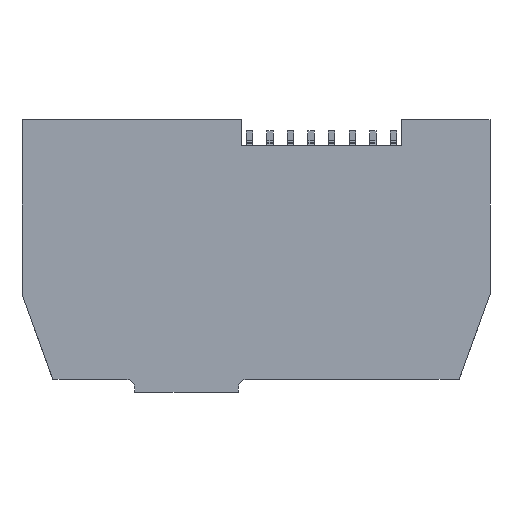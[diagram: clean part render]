
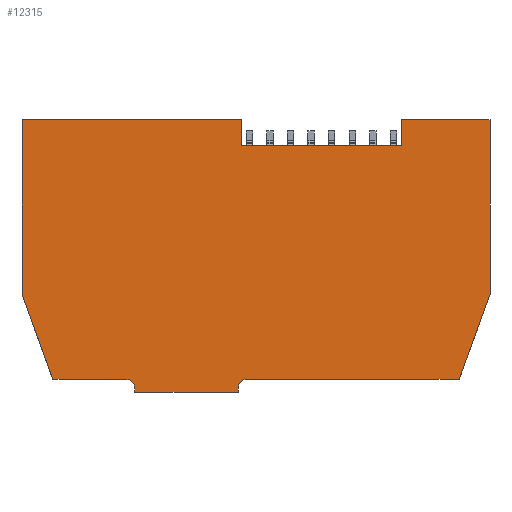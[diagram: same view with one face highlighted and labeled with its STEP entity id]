
A CAD part, left-side view. The second image highlights one B-rep face of the part: STEP entity #12315.
In plain terms, the highlighted planar face has unit normal (-1, 0, 0).
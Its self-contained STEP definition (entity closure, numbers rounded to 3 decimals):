
#2688=DIRECTION('',(0.,1.,0.));
#2689=VECTOR('',#2688,26.258);
#2690=CARTESIAN_POINT('',(-4.35,-22.078,-18.));
#2691=LINE('5790',#2690,#2689);
#2692=CARTESIAN_POINT('',(-4.35,4.18,-19.));
#2693=DIRECTION('',(-1.,0.,0.));
#2694=DIRECTION('',(0.,0.,1.));
#2695=AXIS2_PLACEMENT_3D('',#2692,#2693,#2694);
#2697=DIRECTION('',(0.,0.,1.));
#2698=VECTOR('',#2697,0.6);
#2699=CARTESIAN_POINT('',(-4.35,5.18,-19.6));
#2700=LINE('5792',#2699,#2698);
#2701=DIRECTION('',(0.,-1.,0.));
#2702=VECTOR('',#2701,12.79);
#2703=CARTESIAN_POINT('',(-4.35,17.97,-19.6));
#2704=LINE('5803',#2703,#2702);
#2705=DIRECTION('',(0.,0.,1.));
#2706=VECTOR('',#2705,0.6);
#2707=CARTESIAN_POINT('',(-4.35,17.97,-19.6));
#2708=LINE('5795',#2707,#2706);
#2709=CARTESIAN_POINT('',(-4.35,18.97,-19.));
#2710=DIRECTION('',(-1.,0.,0.));
#2711=DIRECTION('',(0.,-1.,0.));
#2712=AXIS2_PLACEMENT_3D('',#2709,#2710,#2711);
#2714=DIRECTION('',(0.,1.,0.));
#2715=VECTOR('',#2714,9.108);
#2716=CARTESIAN_POINT('',(-4.35,18.97,-18.));
#2717=LINE('5794',#2716,#2715);
#2718=DIRECTION('',(0.,0.342,0.94));
#2719=VECTOR('',#2718,11.174);
#2720=CARTESIAN_POINT('',(-4.35,28.078,-18.));
#2721=LINE('5801',#2720,#2719);
#2722=DIRECTION('',(0.,0.,-1.));
#2723=VECTOR('',#2722,21.6);
#2724=CARTESIAN_POINT('',(-4.35,31.9,14.1));
#2725=LINE('5778',#2724,#2723);
#2726=DIRECTION('',(0.,1.,0.));
#2727=VECTOR('',#2726,27.09);
#2728=CARTESIAN_POINT('',(-4.35,4.81,14.1));
#2729=LINE('5783',#2728,#2727);
#2730=DIRECTION('',(0.,0.,-1.));
#2731=VECTOR('',#2730,3.2);
#2732=CARTESIAN_POINT('',(-4.35,4.81,14.1));
#2733=LINE('5780',#2732,#2731);
#2734=DIRECTION('',(0.,-1.,0.));
#2735=VECTOR('',#2734,19.78);
#2736=CARTESIAN_POINT('',(-4.35,4.81,10.9));
#2737=LINE('5781',#2736,#2735);
#2738=DIRECTION('',(0.,0.,-1.));
#2739=VECTOR('',#2738,3.2);
#2740=CARTESIAN_POINT('',(-4.35,-14.97,14.1));
#2741=LINE('5779',#2740,#2739);
#2742=DIRECTION('',(0.,1.,0.));
#2743=VECTOR('',#2742,10.93);
#2744=CARTESIAN_POINT('',(-4.35,-25.9,14.1));
#2745=LINE('5782',#2744,#2743);
#2746=DIRECTION('',(0.,0.,1.));
#2747=VECTOR('',#2746,21.6);
#2748=CARTESIAN_POINT('',(-4.35,-25.9,-7.5));
#2749=LINE('5777',#2748,#2747);
#2750=DIRECTION('',(0.,0.342,-0.94));
#2751=VECTOR('',#2750,11.174);
#2752=CARTESIAN_POINT('',(-4.35,-25.9,-7.5));
#2753=LINE('5800',#2752,#2751);
#8743=CARTESIAN_POINT('',(-4.35,-25.9,14.1));
#8745=VERTEX_POINT('',#8743);
#8747=CARTESIAN_POINT('',(-4.35,31.9,14.1));
#8749=VERTEX_POINT('',#8747);
#8751=CARTESIAN_POINT('',(-4.35,-25.9,-7.5));
#8753=VERTEX_POINT('',#8751);
#8755=CARTESIAN_POINT('',(-4.35,31.9,-7.5));
#8757=VERTEX_POINT('',#8755);
#8758=CARTESIAN_POINT('',(-4.35,-14.97,14.1));
#8759=CARTESIAN_POINT('',(-4.35,-14.97,10.9));
#8760=VERTEX_POINT('',#8758);
#8761=VERTEX_POINT('',#8759);
#8762=CARTESIAN_POINT('',(-4.35,4.81,14.1));
#8763=CARTESIAN_POINT('',(-4.35,4.81,10.9));
#8764=VERTEX_POINT('',#8762);
#8765=VERTEX_POINT('',#8763);
#8782=CARTESIAN_POINT('',(-4.35,-22.078,-18.));
#8783=CARTESIAN_POINT('',(-4.35,4.18,-18.));
#8784=VERTEX_POINT('',#8782);
#8785=VERTEX_POINT('',#8783);
#8786=CARTESIAN_POINT('',(-4.35,5.18,-19.));
#8787=VERTEX_POINT('',#8786);
#8788=CARTESIAN_POINT('',(-4.35,5.18,-19.6));
#8789=VERTEX_POINT('',#8788);
#8790=CARTESIAN_POINT('',(-4.35,17.97,-19.));
#8791=CARTESIAN_POINT('',(-4.35,18.97,-18.));
#8792=VERTEX_POINT('',#8790);
#8793=VERTEX_POINT('',#8791);
#8794=CARTESIAN_POINT('',(-4.35,28.078,-18.));
#8795=VERTEX_POINT('',#8794);
#8796=CARTESIAN_POINT('',(-4.35,17.97,-19.6));
#8797=VERTEX_POINT('',#8796);
#12278=CARTESIAN_POINT('',(-4.35,-25.9,-19.6));
#12279=DIRECTION('',(-1.,0.,0.));
#12280=DIRECTION('',(0.,1.,0.));
#12281=AXIS2_PLACEMENT_3D('',#12278,#12279,#12280);
#12282=PLANE('4227',#12281);
#12284=ORIENTED_EDGE('5790',*,*,#12283,.T.);
#12286=ORIENTED_EDGE('5791',*,*,#12285,.T.);
#12288=ORIENTED_EDGE('5792',*,*,#12287,.F.);
#12290=ORIENTED_EDGE('5803',*,*,#12289,.F.);
#12292=ORIENTED_EDGE('5795',*,*,#12291,.T.);
#12294=ORIENTED_EDGE('5793',*,*,#12293,.T.);
#12296=ORIENTED_EDGE('5794',*,*,#12295,.T.);
#12298=ORIENTED_EDGE('5801',*,*,#12297,.T.);
#12300=ORIENTED_EDGE('5778',*,*,#12299,.F.);
#12302=ORIENTED_EDGE('5783',*,*,#12301,.F.);
#12304=ORIENTED_EDGE('5780',*,*,#12303,.T.);
#12306=ORIENTED_EDGE('5781',*,*,#12305,.T.);
#12308=ORIENTED_EDGE('5779',*,*,#12307,.F.);
#12310=ORIENTED_EDGE('5782',*,*,#12309,.F.);
#12311=ORIENTED_EDGE('5777',*,*,#12270,.F.);
#12312=ORIENTED_EDGE('5800',*,*,#9376,.T.);
#12313=EDGE_LOOP('4227',(#12284,#12286,#12288,#12290,#12292,#12294,#12296,
#12298,#12300,#12302,#12304,#12306,#12308,#12310,#12311,#12312));
#12314=FACE_OUTER_BOUND('4227',#12313,.F.);
#12315=ADVANCED_FACE('4227',(#12314),#12282,.T.);
#2696=CIRCLE('5791',#2695,1.);
#2713=CIRCLE('5793',#2712,1.);
#9376=EDGE_CURVE('5800',#8753,#8784,#2753,.T.);
#12270=EDGE_CURVE('5777',#8753,#8745,#2749,.T.);
#12283=EDGE_CURVE('5790',#8784,#8785,#2691,.T.);
#12285=EDGE_CURVE('5791',#8785,#8787,#2696,.T.);
#12287=EDGE_CURVE('5792',#8789,#8787,#2700,.T.);
#12289=EDGE_CURVE('5803',#8797,#8789,#2704,.T.);
#12291=EDGE_CURVE('5795',#8797,#8792,#2708,.T.);
#12293=EDGE_CURVE('5793',#8792,#8793,#2713,.T.);
#12295=EDGE_CURVE('5794',#8793,#8795,#2717,.T.);
#12297=EDGE_CURVE('5801',#8795,#8757,#2721,.T.);
#12299=EDGE_CURVE('5778',#8749,#8757,#2725,.T.);
#12301=EDGE_CURVE('5783',#8764,#8749,#2729,.T.);
#12303=EDGE_CURVE('5780',#8764,#8765,#2733,.T.);
#12305=EDGE_CURVE('5781',#8765,#8761,#2737,.T.);
#12307=EDGE_CURVE('5779',#8760,#8761,#2741,.T.);
#12309=EDGE_CURVE('5782',#8745,#8760,#2745,.T.);
